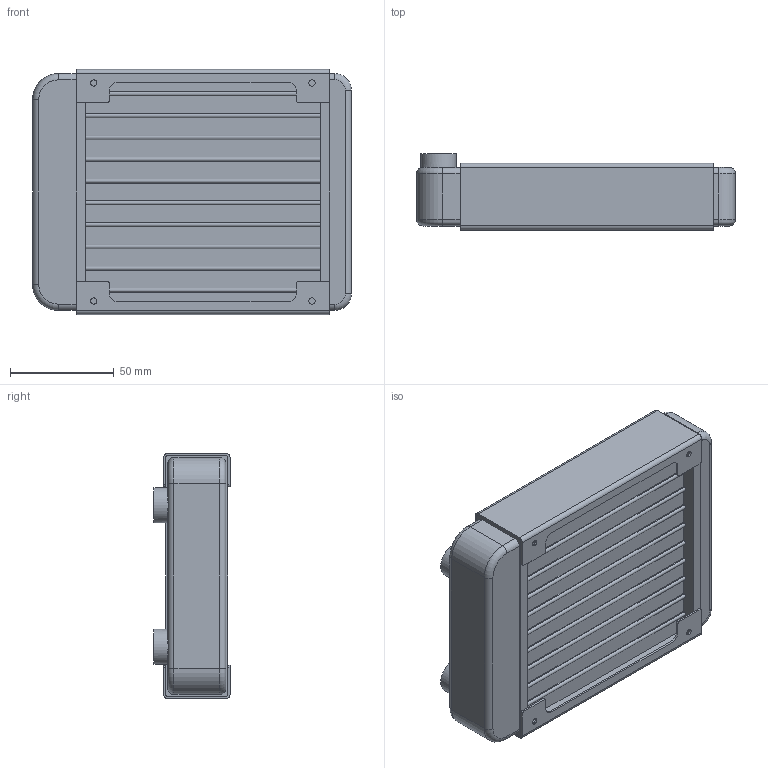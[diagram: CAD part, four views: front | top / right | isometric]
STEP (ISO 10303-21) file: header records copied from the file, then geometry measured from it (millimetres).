
FILE_DESCRIPTION(/* description */ (''),/* implementation_level */ '2;1');
FILE_NAME(/* name */ 'model.step',/* time_stamp */ '2021-08-29T20:40:30+07:00',/* author */ (''),/* organization */ (''),/* preprocessor_version */ 'ST-DEVELOPER v18.1',/* originating_system */ 'Autodesk Translation Framework v10.10.0.1391',/* authorisation */ '');
FILE_SCHEMA (('AUTOMOTIVE_DESIGN { 1 0 10303 214 3 1 1 }'));
Length unit declared in the file: millimetre
Products named in the file (1): 120mm Simple Radiator
Bounding box: 153.5 x 36.6 x 118 mm (x, y, z)
Volume: 347710.5 mm3; surface area: 88437.5 mm2
Topology: 5 solids, 5 shells, 266 faces, 734 edges, 484 vertices
Faces by surface type: plane 130, cylinder 124, torus 8, bspline 4
Full cylindrical faces by diameter (mm): 3 x8, 10 x2, 10.438 x14, 11.866 x14, 17 x2
Entity records: 12879 total; most frequent: CARTESIAN_POINT 5979, ORIENTED_EDGE 1468, DIRECTION 1372, EDGE_CURVE 734, VERTEX_POINT 484, LINE 458, VECTOR 458, AXIS2_PLACEMENT_3D 457
